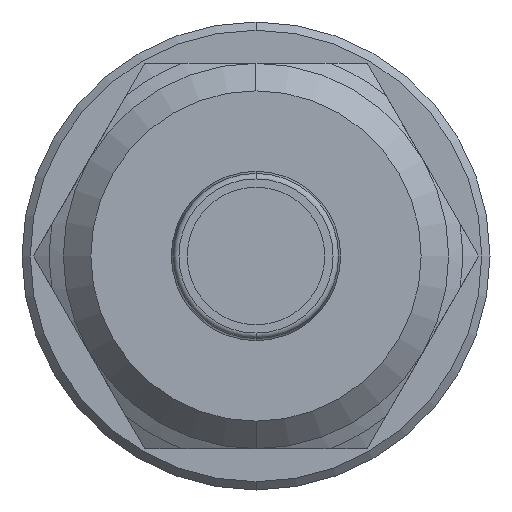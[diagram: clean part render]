
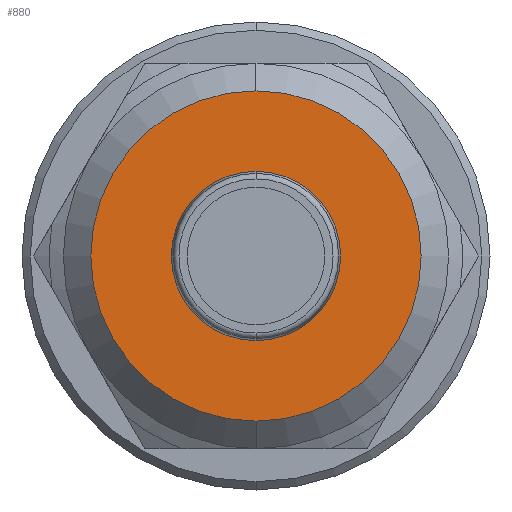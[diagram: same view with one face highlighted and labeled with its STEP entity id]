
A CAD part, front view. The second image highlights one B-rep face of the part: STEP entity #880.
In plain terms, the highlighted planar face has unit normal (0, -1, 0).
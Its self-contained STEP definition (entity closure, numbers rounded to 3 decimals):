
#43 = EDGE_LOOP ( 'NONE', ( #538, #537 ) ) ;
#131 = EDGE_LOOP ( 'NONE', ( #536, #535 ) ) ;
#271 = CARTESIAN_POINT ( 'NONE',  ( 0., -24., 0. ) ) ;
#272 = DIRECTION ( 'NONE',  ( 0., 1., 0. ) ) ;
#273 = DIRECTION ( 'NONE',  ( 0., 0., -1. ) ) ;
#398 = CARTESIAN_POINT ( 'NONE',  ( 0., -24., 0. ) ) ;
#399 = DIRECTION ( 'NONE',  ( 0., -1., 0. ) ) ;
#400 = DIRECTION ( 'NONE',  ( 0., 0., -1. ) ) ;
#490 = CARTESIAN_POINT ( 'NONE',  ( 0., -24., 6. ) ) ;
#491 = CARTESIAN_POINT ( 'NONE',  ( 0., -24., -6. ) ) ;
#501 = CARTESIAN_POINT ( 'NONE',  ( 0., -24., 3.075 ) ) ;
#502 = CARTESIAN_POINT ( 'NONE',  ( 0., -24., -3.075 ) ) ;
#535 = ORIENTED_EDGE ( 'NONE', *, *, #947, .F. ) ;
#536 = ORIENTED_EDGE ( 'NONE', *, *, #757, .F. ) ;
#537 = ORIENTED_EDGE ( 'NONE', *, *, #714, .F. ) ;
#538 = ORIENTED_EDGE ( 'NONE', *, *, #906, .F. ) ;
#542 = CIRCLE ( 'NONE', #3005, 6. ) ;
#714 = EDGE_CURVE ( 'NONE', #1384, #1385, #542, .T. ) ;
#757 = EDGE_CURVE ( 'NONE', #1395, #1396, #3063, .T. ) ;
#880 = ADVANCED_FACE ( 'NONE', ( #1581, #1582 ), #2254, .T. ) ;
#906 = EDGE_CURVE ( 'NONE', #1385, #1384, #2565, .T. ) ;
#947 = EDGE_CURVE ( 'NONE', #1396, #1395, #2957, .T. ) ;
#1384 = VERTEX_POINT ( 'NONE', #490 ) ;
#1385 = VERTEX_POINT ( 'NONE', #491 ) ;
#1395 = VERTEX_POINT ( 'NONE', #501 ) ;
#1396 = VERTEX_POINT ( 'NONE', #502 ) ;
#1581 = FACE_OUTER_BOUND ( 'NONE', #43, .T. ) ;
#1582 = FACE_BOUND ( 'NONE', #131, .T. ) ;
#1590 = AXIS2_PLACEMENT_3D ( 'NONE', #271, #272, #273 ) ;
#1672 = CARTESIAN_POINT ( 'NONE',  ( 0., -24., 0. ) ) ;
#1673 = DIRECTION ( 'NONE',  ( 0., -1., 0. ) ) ;
#1674 = DIRECTION ( 'NONE',  ( 0., 0., -1. ) ) ;
#1952 = AXIS2_PLACEMENT_3D ( 'NONE', #2255, #2256, #2257 ) ;
#2254 = PLANE ( 'NONE',  #1952 ) ;
#2255 = CARTESIAN_POINT ( 'NONE',  ( 3., -24., 0. ) ) ;
#2256 = DIRECTION ( 'NONE',  ( 0., -1., 0. ) ) ;
#2257 = DIRECTION ( 'NONE',  ( 0., 0., -1. ) ) ;
#2466 = CARTESIAN_POINT ( 'NONE',  ( 0., -24., 0. ) ) ;
#2467 = DIRECTION ( 'NONE',  ( 0., 1., 0. ) ) ;
#2468 = DIRECTION ( 'NONE',  ( 0., 0., -1. ) ) ;
#2565 = CIRCLE ( 'NONE', #1590, 6. ) ;
#2952 = AXIS2_PLACEMENT_3D ( 'NONE', #398, #399, #400 ) ;
#2957 = CIRCLE ( 'NONE', #2952, 3.075 ) ;
#3005 = AXIS2_PLACEMENT_3D ( 'NONE', #2466, #2467, #2468 ) ;
#3028 = AXIS2_PLACEMENT_3D ( 'NONE', #1672, #1673, #1674 ) ;
#3063 = CIRCLE ( 'NONE', #3028, 3.075 ) ;
